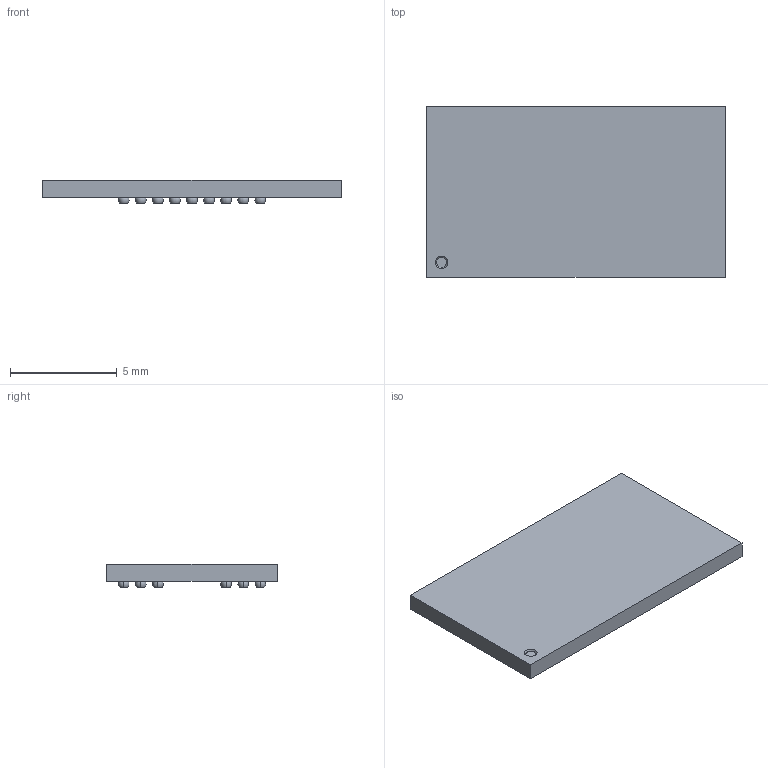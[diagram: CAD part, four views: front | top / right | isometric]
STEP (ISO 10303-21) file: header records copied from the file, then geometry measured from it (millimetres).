
FILE_DESCRIPTION (( 'STEP AP214' ), '1' );
FILE_NAME ('User Library-VFBGA54.STEP', '2019-07-10T21:09:57', ( '' ), ( '' ), 'SwSTEP 2.0', 'SolidWorks 2019', '' );
FILE_SCHEMA (( 'AUTOMOTIVE_DESIGN' ));
Length unit declared in the file: millimetre
Products named in the file (1): User Library-VFBGA54
Bounding box: 14 x 8 x 1.1 mm (x, y, z)
Volume: 92.2 mm3; surface area: 283.1 mm2
Topology: 1 solids, 1 shells, 171 faces, 342 edges, 228 vertices
Faces by surface type: torus 108, plane 61, cone 2
Entity records: 6579 total; most frequent: DIRECTION 1014, CARTESIAN_POINT 742, ORIENTED_EDGE 684, AXIS2_PLACEMENT_3D 500, EDGE_CURVE 342, CIRCLE 328, VERTEX_POINT 228, EDGE_LOOP 226
